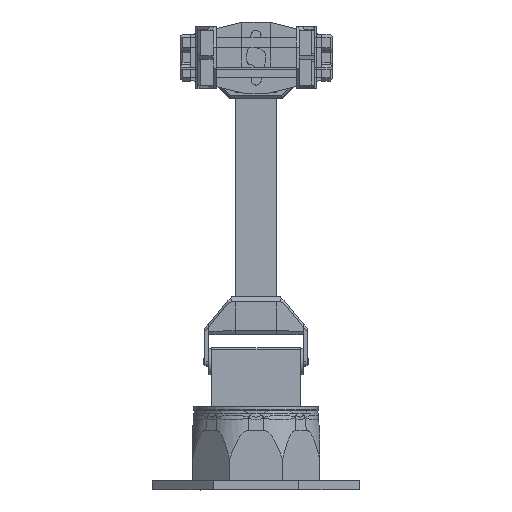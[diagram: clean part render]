
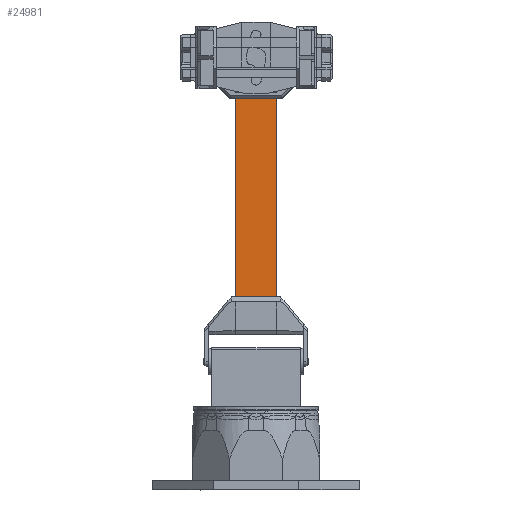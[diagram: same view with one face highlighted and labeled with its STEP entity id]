
A CAD part, front view. The second image highlights one B-rep face of the part: STEP entity #24981.
In plain terms, the highlighted planar face has unit normal (0, -1, 0).
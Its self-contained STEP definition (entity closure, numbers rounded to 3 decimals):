
#1841=FACE_OUTER_BOUND('',#3322,.T.);
#3322=EDGE_LOOP('',(#17213,#17214,#17215,#17216));
#4882=LINE('',#41510,#7664);
#4883=LINE('',#41512,#7665);
#4884=LINE('',#41514,#7666);
#4885=LINE('',#41515,#7667);
#7664=VECTOR('',#29590,1000.);
#7665=VECTOR('',#29591,1000.);
#7666=VECTOR('',#29592,1000.);
#7667=VECTOR('',#29593,10.);
#10535=VERTEX_POINT('',#41508);
#10536=VERTEX_POINT('',#41509);
#10537=VERTEX_POINT('',#41511);
#10538=VERTEX_POINT('',#41513);
#13082=EDGE_CURVE('',#10535,#10536,#4882,.T.);
#13083=EDGE_CURVE('',#10537,#10536,#4883,.T.);
#13084=EDGE_CURVE('',#10537,#10538,#4884,.T.);
#13085=EDGE_CURVE('',#10535,#10538,#4885,.T.);
#17213=ORIENTED_EDGE('',*,*,#13082,.T.);
#17214=ORIENTED_EDGE('',*,*,#13083,.F.);
#17215=ORIENTED_EDGE('',*,*,#13084,.T.);
#17216=ORIENTED_EDGE('',*,*,#13085,.F.);
#23832=PLANE('',#26855);
#24981=ADVANCED_FACE('',(#1841),#23832,.T.);
#26855=AXIS2_PLACEMENT_3D('',#41507,#29588,#29589);
#29588=DIRECTION('center_axis',(0.,-1.,0.));
#29589=DIRECTION('ref_axis',(0.,0.,-1.));
#29590=DIRECTION('',(0.,0.,-1.));
#29591=DIRECTION('',(-1.,0.,0.));
#29592=DIRECTION('',(0.,0.,1.));
#29593=DIRECTION('',(1.,0.,0.));
#41507=CARTESIAN_POINT('Origin',(-19.,-9.55,30.));
#41508=CARTESIAN_POINT('',(-20.,-9.55,260.));
#41509=CARTESIAN_POINT('',(-20.,-9.55,64.));
#41510=CARTESIAN_POINT('',(-20.,-9.55,250.));
#41511=CARTESIAN_POINT('',(20.,-9.55,64.));
#41512=CARTESIAN_POINT('',(-20.,-9.55,64.));
#41513=CARTESIAN_POINT('',(20.,-9.55,260.));
#41514=CARTESIAN_POINT('',(20.,-9.55,200.));
#41515=CARTESIAN_POINT('',(-19.6,-9.55,260.));
